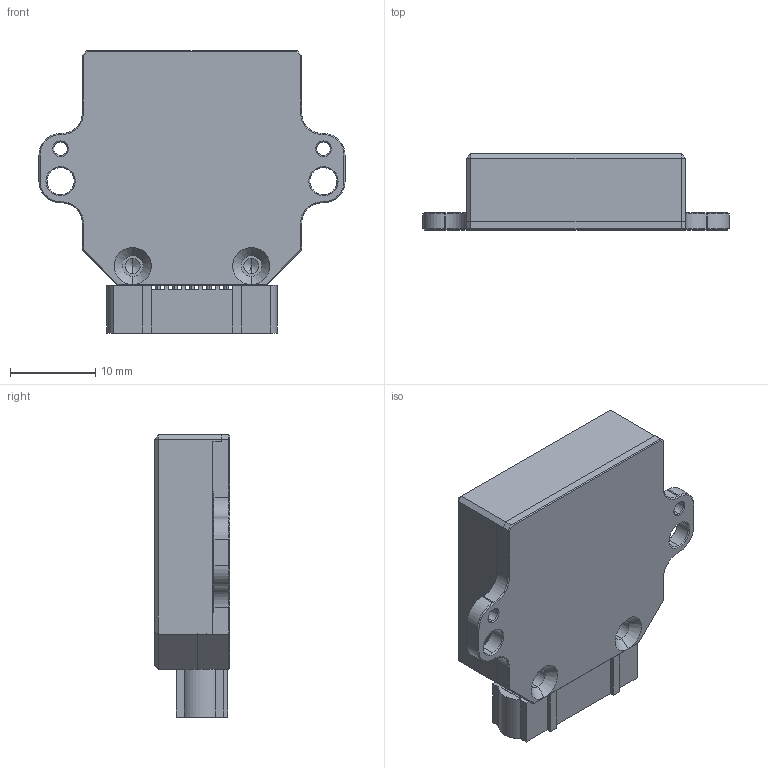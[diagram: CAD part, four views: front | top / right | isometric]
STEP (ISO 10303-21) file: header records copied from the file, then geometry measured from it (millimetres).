
FILE_DESCRIPTION(('FreeCAD Model'),'2;1');
FILE_NAME('Open CASCADE Shape Model','2025-10-20T22:28:53',(''),(''), 'Open CASCADE STEP processor 7.8','FreeCAD','Unknown');
FILE_SCHEMA(('AUTOMOTIVE_DESIGN { 1 0 10303 214 1 1 1 1 }'));
Length unit declared in the file: millimetre
Products named in the file (8): vn100_rugged; vn100_lid; vn100_base; m80-50010xx_asm; M80-2701098; M80-0200049; M80-210; M80-2701108
Assembly tree (16 placements, depth 3):
  vn100_rugged
    vn100_lid
    vn100_base
    m80-50010xx_asm
      M80-2701098
      M80-0200049  x10
      M80-210
      M80-2701108
Bounding box: 35.92 x 8.92 x 33.11 mm (x, y, z)
Volume: 3034.4 mm3; surface area: 5879.4 mm2
Topology: 13 solids, 17 shells, 778 faces, 2161 edges, 2128 vertices
Faces by surface type: plane 397, cylinder 190, cone 131, revolution 60
Entity records: 20816 total; most frequent: CARTESIAN_POINT 4641, DIRECTION 3234, ORIENTED_EDGE 2796, EDGE_CURVE 1402, AXIS2_PLACEMENT_3D 1084, LINE 1060, VECTOR 1060, VERTEX_POINT 875
